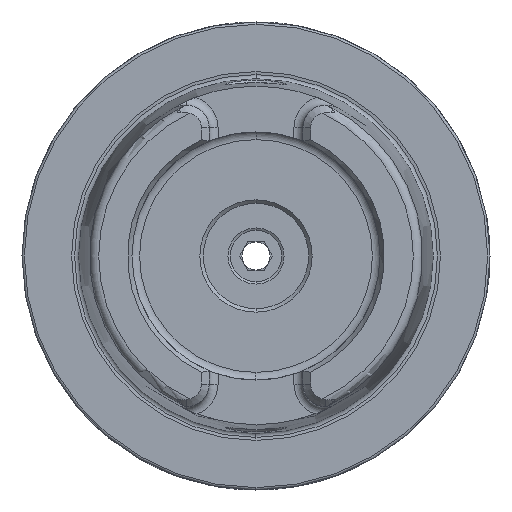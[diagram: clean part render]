
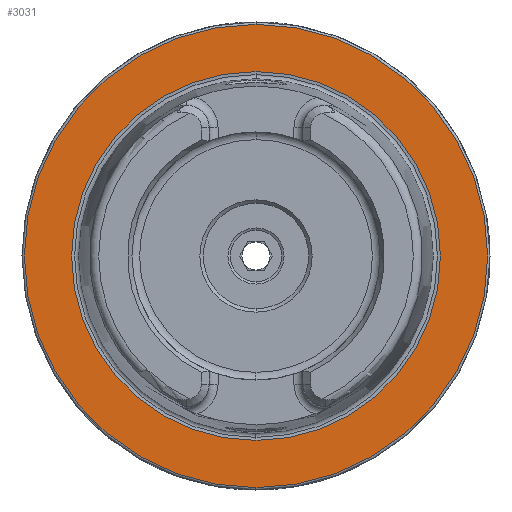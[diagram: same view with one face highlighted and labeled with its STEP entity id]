
A CAD part, left-side view. The second image highlights one B-rep face of the part: STEP entity #3031.
In plain terms, the highlighted planar face has unit normal (-1, 0, 0).
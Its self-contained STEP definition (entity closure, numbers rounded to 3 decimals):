
#717 = CARTESIAN_POINT ( 'NONE',  ( 0., 0., 0. ) ) ;
#718 = DIRECTION ( 'NONE',  ( -1., 0., 0. ) ) ;
#719 = DIRECTION ( 'NONE',  ( 0., 0., 1. ) ) ;
#726 = CARTESIAN_POINT ( 'NONE',  ( 0., 0., 0. ) ) ;
#727 = DIRECTION ( 'NONE',  ( -1., 0., 0. ) ) ;
#728 = DIRECTION ( 'NONE',  ( 0., 0., 1. ) ) ;
#884 = CARTESIAN_POINT ( 'NONE',  ( 0., 0., -39.405 ) ) ;
#889 = CARTESIAN_POINT ( 'NONE',  ( 0., 0., 39.405 ) ) ;
#891 = CARTESIAN_POINT ( 'NONE',  ( 0., 0., 49.5 ) ) ;
#892 = CARTESIAN_POINT ( 'NONE',  ( 0., 0., -49.5 ) ) ;
#1157 = CIRCLE ( 'NONE', #9253, 39.405 ) ;
#1166 = CIRCLE ( 'NONE', #9256, 49.5 ) ;
#2593 = CIRCLE ( 'NONE', #9129, 39.405 ) ;
#2596 = CIRCLE ( 'NONE', #9128, 49.5 ) ;
#3031 = ADVANCED_FACE ( 'NONE', ( #8034, #8038 ), #7520, .F. ) ;
#3585 = EDGE_CURVE ( 'NONE', #4781, #4780, #2596, .T. ) ;
#3586 = EDGE_CURVE ( 'NONE', #4778, #4773, #2593, .T. ) ;
#3995 = ORIENTED_EDGE ( 'NONE', *, *, #3586, .F. ) ;
#3996 = ORIENTED_EDGE ( 'NONE', *, *, #4546, .F. ) ;
#3997 = ORIENTED_EDGE ( 'NONE', *, *, #4550, .T. ) ;
#3998 = ORIENTED_EDGE ( 'NONE', *, *, #3585, .T. ) ;
#4546 = EDGE_CURVE ( 'NONE', #4773, #4778, #1157, .T. ) ;
#4550 = EDGE_CURVE ( 'NONE', #4780, #4781, #1166, .T. ) ;
#4773 = VERTEX_POINT ( 'NONE', #884 ) ;
#4778 = VERTEX_POINT ( 'NONE', #889 ) ;
#4780 = VERTEX_POINT ( 'NONE', #891 ) ;
#4781 = VERTEX_POINT ( 'NONE', #892 ) ;
#5794 = EDGE_LOOP ( 'NONE', ( #3995, #3996 ) ) ;
#5795 = EDGE_LOOP ( 'NONE', ( #3997, #3998 ) ) ;
#6880 = AXIS2_PLACEMENT_3D ( 'NONE', #7518, #7510, #7522 ) ;
#7510 = DIRECTION ( 'NONE',  ( 1., 0., 0. ) ) ;
#7518 = CARTESIAN_POINT ( 'NONE',  ( 0., 49.5, 0. ) ) ;
#7520 = PLANE ( 'NONE',  #6880 ) ;
#7522 = DIRECTION ( 'NONE',  ( 0., 0., -1. ) ) ;
#8034 = FACE_BOUND ( 'NONE', #5794, .T. ) ;
#8038 = FACE_OUTER_BOUND ( 'NONE', #5795, .T. ) ;
#9128 = AXIS2_PLACEMENT_3D ( 'NONE', #11438, #11439, #11440 ) ;
#9129 = AXIS2_PLACEMENT_3D ( 'NONE', #11443, #11444, #11445 ) ;
#9253 = AXIS2_PLACEMENT_3D ( 'NONE', #717, #718, #719 ) ;
#9256 = AXIS2_PLACEMENT_3D ( 'NONE', #726, #727, #728 ) ;
#11438 = CARTESIAN_POINT ( 'NONE',  ( 0., 0., 0. ) ) ;
#11439 = DIRECTION ( 'NONE',  ( -1., 0., 0. ) ) ;
#11440 = DIRECTION ( 'NONE',  ( 0., 0., 1. ) ) ;
#11443 = CARTESIAN_POINT ( 'NONE',  ( 0., 0., 0. ) ) ;
#11444 = DIRECTION ( 'NONE',  ( -1., 0., 0. ) ) ;
#11445 = DIRECTION ( 'NONE',  ( 0., 0., 1. ) ) ;
